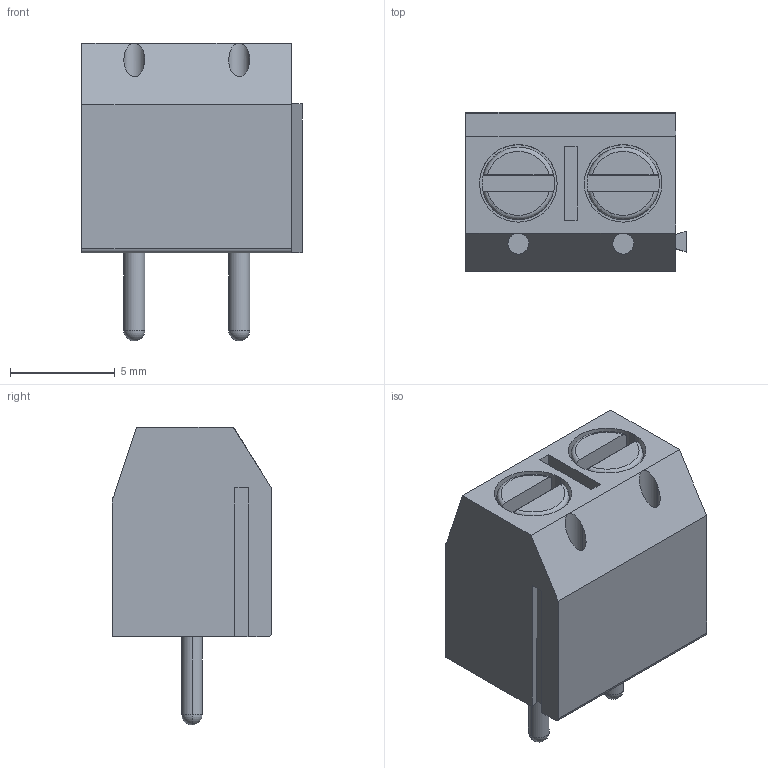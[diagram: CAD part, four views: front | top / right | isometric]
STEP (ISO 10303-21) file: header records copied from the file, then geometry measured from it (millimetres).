
FILE_DESCRIPTION((''),'2;1');
FILE_NAME('WJ301-00A-02P','2018-12-21T',('YF002'),(''),'CREO PARAMETRIC BY PTC INC, 2016380','CREO PARAMETRIC BY PTC INC, 2016380','');
FILE_SCHEMA(('CONFIG_CONTROL_DESIGN'));
Length unit declared in the file: millimetre
Products named in the file (1): WJ301-00A-02P
Bounding box: 10.5 x 7.6 x 14.2 mm (x, y, z)
Volume: 631.4 mm3; surface area: 823.3 mm2
Topology: 1 solids, 1 shells, 103 faces, 280 edges, 180 vertices
Faces by surface type: plane 68, cylinder 27, sphere 4, torus 4
Entity records: 3306 total; most frequent: CARTESIAN_POINT 651, ORIENTED_EDGE 552, DIRECTION 538, EDGE_CURVE 276, VECTOR 192, LINE 192, VERTEX_POINT 180, AXIS2_PLACEMENT_3D 173
